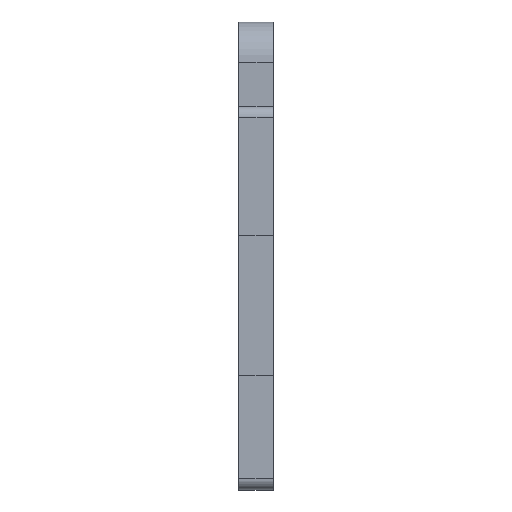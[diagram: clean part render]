
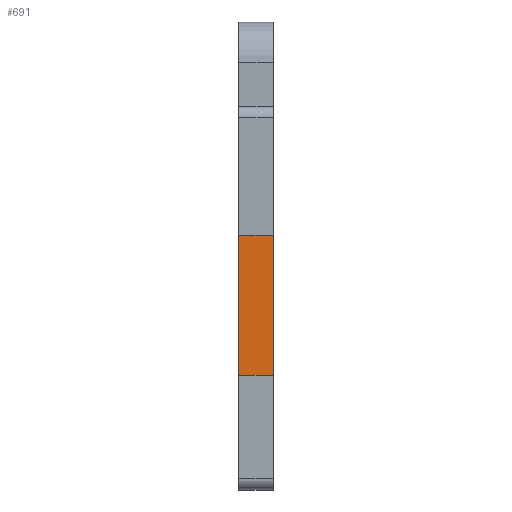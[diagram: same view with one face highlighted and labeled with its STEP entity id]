
A CAD part, left-side view. The second image highlights one B-rep face of the part: STEP entity #691.
In plain terms, the highlighted planar face has unit normal (-1, 0, 0).
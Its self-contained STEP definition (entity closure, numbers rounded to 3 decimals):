
#41=PLANE('',#759);
#73=FACE_OUTER_BOUND('',#107,.T.);
#107=EDGE_LOOP('',(#541,#542,#543,#544));
#175=LINE('',#1080,#247);
#176=LINE('',#1083,#248);
#177=LINE('',#1085,#249);
#178=LINE('',#1086,#250);
#247=VECTOR('',#891,10.);
#248=VECTOR('',#894,10.);
#249=VECTOR('',#895,10.);
#250=VECTOR('',#896,10.);
#345=VERTEX_POINT('',#1076);
#346=VERTEX_POINT('',#1078);
#347=VERTEX_POINT('',#1082);
#348=VERTEX_POINT('',#1084);
#427=EDGE_CURVE('',#345,#346,#175,.T.);
#428=EDGE_CURVE('',#345,#347,#176,.T.);
#429=EDGE_CURVE('',#348,#346,#177,.T.);
#430=EDGE_CURVE('',#347,#348,#178,.T.);
#541=ORIENTED_EDGE('',*,*,#428,.F.);
#542=ORIENTED_EDGE('',*,*,#427,.T.);
#543=ORIENTED_EDGE('',*,*,#429,.F.);
#544=ORIENTED_EDGE('',*,*,#430,.F.);
#691=ADVANCED_FACE('',(#73),#41,.T.);
#759=AXIS2_PLACEMENT_3D('',#1081,#892,#893);
#891=DIRECTION('',(0.,-1.,0.));
#892=DIRECTION('center_axis',(-1.,0.,0.));
#893=DIRECTION('ref_axis',(0.,0.,-1.));
#894=DIRECTION('',(0.,0.,1.));
#895=DIRECTION('',(0.,0.,-1.));
#896=DIRECTION('',(0.,-1.,0.));
#1076=CARTESIAN_POINT('',(175.405,0.,45.505));
#1078=CARTESIAN_POINT('',(175.405,-3.,45.505));
#1080=CARTESIAN_POINT('',(175.405,0.,45.505));
#1081=CARTESIAN_POINT('Origin',(175.405,0.,57.745));
#1082=CARTESIAN_POINT('',(175.405,0.,57.745));
#1083=CARTESIAN_POINT('',(175.405,0.,45.505));
#1084=CARTESIAN_POINT('',(175.405,-3.,57.745));
#1085=CARTESIAN_POINT('',(175.405,-3.,45.505));
#1086=CARTESIAN_POINT('',(175.405,0.,57.745));
